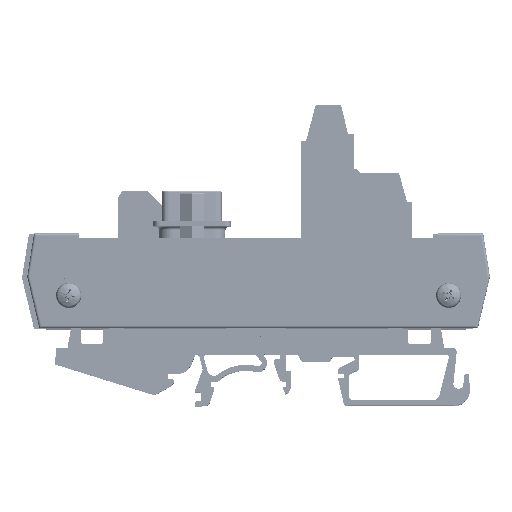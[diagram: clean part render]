
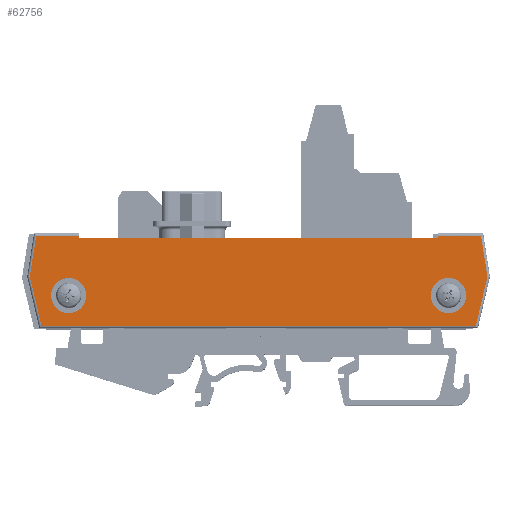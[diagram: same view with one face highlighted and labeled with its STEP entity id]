
A CAD part, top view. The second image highlights one B-rep face of the part: STEP entity #62756.
In plain terms, the highlighted planar face has unit normal (0, 0, 1).
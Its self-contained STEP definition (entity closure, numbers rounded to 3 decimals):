
#62295=CARTESIAN_POINT('',(-16.628,6.238,5.0));
#62296=VERTEX_POINT('',#62295);
#62303=CARTESIAN_POINT('',(54.672,6.238,5.0));
#62304=VERTEX_POINT('',#62303);
#62305=CARTESIAN_POINT('',(54.672,6.238,5.0));
#62306=DIRECTION('',(-1.0,0.0,0.0));
#62307=VECTOR('',#62306,71.3);
#62308=LINE('',#62305,#62307);
#62309=EDGE_CURVE('',#62304,#62296,#62308,.T.);
#62552=CARTESIAN_POINT('',(60.272,-5.162,5.0));
#62553=VERTEX_POINT('',#62552);
#62554=CARTESIAN_POINT('',(56.772,-5.162,5.0));
#62555=DIRECTION('',(0.0,0.0,-1.0));
#62556=DIRECTION('',(-1.0,0.0,0.0));
#62557=AXIS2_PLACEMENT_3D('',#62554,#62555,#62556);
#62558=CIRCLE('',#62557,3.5);
#62559=EDGE_CURVE('',#62553,#62553,#62558,.T.);
#62592=CARTESIAN_POINT('',(-15.228,-5.162,5.0));
#62593=VERTEX_POINT('',#62592);
#62594=CARTESIAN_POINT('',(-18.728,-5.162,5.0));
#62595=DIRECTION('',(0.0,0.0,-1.0));
#62596=DIRECTION('',(-1.0,0.0,0.0));
#62597=AXIS2_PLACEMENT_3D('',#62594,#62595,#62596);
#62598=CIRCLE('',#62597,3.5);
#62599=EDGE_CURVE('',#62593,#62593,#62598,.T.);
#62633=CARTESIAN_POINT('',(54.672,6.738,5.0));
#62634=VERTEX_POINT('',#62633);
#62635=CARTESIAN_POINT('',(54.672,6.738,5.0));
#62636=DIRECTION('',(0.0,-1.0,0.0));
#62637=VECTOR('',#62636,0.5);
#62638=LINE('',#62635,#62637);
#62639=EDGE_CURVE('',#62634,#62304,#62638,.T.);
#62664=CARTESIAN_POINT('',(-16.628,6.738,5.0));
#62665=VERTEX_POINT('',#62664);
#62673=CARTESIAN_POINT('',(-16.628,6.238,5.0));
#62674=DIRECTION('',(0.0,1.0,0.0));
#62675=VECTOR('',#62674,0.5);
#62676=LINE('',#62673,#62675);
#62677=EDGE_CURVE('',#62296,#62665,#62676,.T.);
#62686=CARTESIAN_POINT('',(19.022,-2.126,5.0));
#62687=DIRECTION('',(0.0,0.0,1.0));
#62688=DIRECTION('',(1.0,0.0,0.0));
#62689=AXIS2_PLACEMENT_3D('',#62686,#62687,#62688);
#62690=PLANE('',#62689);
#62691=ORIENTED_EDGE('',*,*,#62639,.T.);
#62692=ORIENTED_EDGE('',*,*,#62309,.T.);
#62693=ORIENTED_EDGE('',*,*,#62677,.T.);
#62694=CARTESIAN_POINT('',(-25.176,6.738,5.0));
#62695=VERTEX_POINT('',#62694);
#62696=CARTESIAN_POINT('',(-25.176,6.738,5.0));
#62697=DIRECTION('',(1.0,0.0,0.0));
#62698=VECTOR('',#62697,8.548);
#62699=LINE('',#62696,#62698);
#62700=EDGE_CURVE('',#62695,#62665,#62699,.T.);
#62701=ORIENTED_EDGE('',*,*,#62700,.F.);
#62702=CARTESIAN_POINT('',(-26.459,-1.405,5.0));
#62703=VERTEX_POINT('',#62702);
#62704=CARTESIAN_POINT('',(-26.459,-1.405,5.0));
#62705=DIRECTION('',(0.156,0.988,0.0));
#62706=VECTOR('',#62705,8.244);
#62707=LINE('',#62704,#62706);
#62708=EDGE_CURVE('',#62703,#62695,#62707,.T.);
#62709=ORIENTED_EDGE('',*,*,#62708,.F.);
#62710=CARTESIAN_POINT('',(-24.157,-11.162,5.0));
#62711=VERTEX_POINT('',#62710);
#62712=CARTESIAN_POINT('',(-24.157,-11.162,5.0));
#62713=DIRECTION('',(-0.23,0.973,0.0));
#62714=VECTOR('',#62713,10.024);
#62715=LINE('',#62712,#62714);
#62716=EDGE_CURVE('',#62711,#62703,#62715,.T.);
#62717=ORIENTED_EDGE('',*,*,#62716,.F.);
#62718=CARTESIAN_POINT('',(62.201,-11.162,5.0));
#62719=VERTEX_POINT('',#62718);
#62720=CARTESIAN_POINT('',(62.201,-11.162,5.0));
#62721=DIRECTION('',(-1.0,0.0,0.0));
#62722=VECTOR('',#62721,86.358);
#62723=LINE('',#62720,#62722);
#62724=EDGE_CURVE('',#62719,#62711,#62723,.T.);
#62725=ORIENTED_EDGE('',*,*,#62724,.F.);
#62726=CARTESIAN_POINT('',(64.503,-1.405,5.0));
#62727=VERTEX_POINT('',#62726);
#62728=CARTESIAN_POINT('',(64.503,-1.405,5.0));
#62729=DIRECTION('',(-0.23,-0.973,0.0));
#62730=VECTOR('',#62729,10.024);
#62731=LINE('',#62728,#62730);
#62732=EDGE_CURVE('',#62727,#62719,#62731,.T.);
#62733=ORIENTED_EDGE('',*,*,#62732,.F.);
#62734=CARTESIAN_POINT('',(63.22,6.738,5.0));
#62735=VERTEX_POINT('',#62734);
#62736=CARTESIAN_POINT('',(63.22,6.738,5.0));
#62737=DIRECTION('',(0.156,-0.988,0.0));
#62738=VECTOR('',#62737,8.244);
#62739=LINE('',#62736,#62738);
#62740=EDGE_CURVE('',#62735,#62727,#62739,.T.);
#62741=ORIENTED_EDGE('',*,*,#62740,.F.);
#62742=CARTESIAN_POINT('',(54.672,6.738,5.0));
#62743=DIRECTION('',(1.0,0.0,0.0));
#62744=VECTOR('',#62743,8.548);
#62745=LINE('',#62742,#62744);
#62746=EDGE_CURVE('',#62634,#62735,#62745,.T.);
#62747=ORIENTED_EDGE('',*,*,#62746,.F.);
#62748=EDGE_LOOP('',(#62691,#62692,#62693,#62701,#62709,#62717,#62725,#62733,#62741,#62747));
#62749=FACE_OUTER_BOUND('',#62748,.T.);
#62750=ORIENTED_EDGE('',*,*,#62559,.T.);
#62751=EDGE_LOOP('',(#62750));
#62752=FACE_BOUND('',#62751,.T.);
#62753=ORIENTED_EDGE('',*,*,#62599,.T.);
#62754=EDGE_LOOP('',(#62753));
#62755=FACE_BOUND('',#62754,.T.);
#62756=ADVANCED_FACE('',(#62749,#62752,#62755),#62690,.T.);
